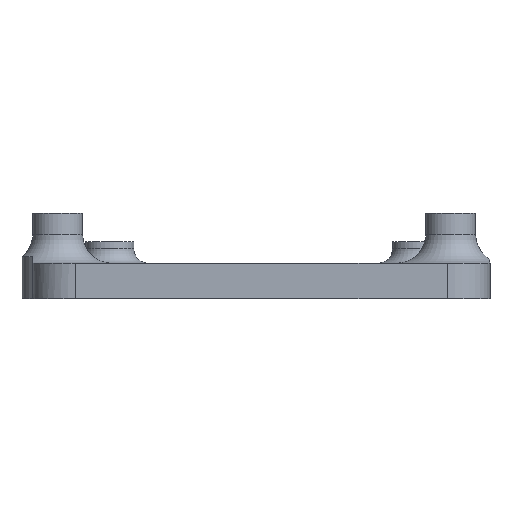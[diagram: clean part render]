
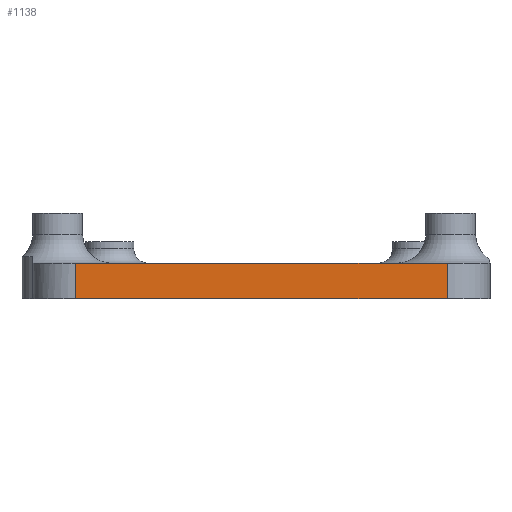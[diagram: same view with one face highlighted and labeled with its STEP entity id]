
A CAD part, left-side view. The second image highlights one B-rep face of the part: STEP entity #1138.
In plain terms, the highlighted planar face has unit normal (-1, 0, 0).
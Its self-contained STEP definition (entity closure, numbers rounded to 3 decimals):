
#82=LINE('',#1669,#171);
#135=LINE('',#1942,#224);
#138=LINE('',#1948,#227);
#139=LINE('',#1949,#228);
#171=VECTOR('',#1323,1000.);
#224=VECTOR('',#1564,1000.);
#227=VECTOR('',#1573,1000.);
#228=VECTOR('',#1574,1000.);
#271=PLANE('',#1280);
#329=FACE_OUTER_BOUND('',#424,.T.);
#424=EDGE_LOOP('',(#989,#990,#991,#992));
#517=VERTEX_POINT('',#1666);
#518=VERTEX_POINT('',#1668);
#601=VERTEX_POINT('',#1939);
#602=VERTEX_POINT('',#1941);
#622=EDGE_CURVE('',#517,#518,#82,.T.);
#739=EDGE_CURVE('',#602,#601,#135,.T.);
#743=EDGE_CURVE('',#601,#518,#138,.T.);
#744=EDGE_CURVE('',#517,#602,#139,.T.);
#989=ORIENTED_EDGE('',*,*,#739,.T.);
#990=ORIENTED_EDGE('',*,*,#743,.T.);
#991=ORIENTED_EDGE('',*,*,#622,.F.);
#992=ORIENTED_EDGE('',*,*,#744,.T.);
#1138=ADVANCED_FACE('',(#329),#271,.F.);
#1280=AXIS2_PLACEMENT_3D('',#1947,#1571,#1572);
#1323=DIRECTION('',(0.,-1.,0.));
#1564=DIRECTION('',(0.,-1.,0.));
#1571=DIRECTION('center_axis',(1.,0.,0.));
#1572=DIRECTION('ref_axis',(0.,1.,0.));
#1573=DIRECTION('',(0.,0.,1.));
#1574=DIRECTION('',(0.,0.,-1.));
#1666=CARTESIAN_POINT('',(-3.586,43.,-150.765));
#1668=CARTESIAN_POINT('',(-3.586,17.,-150.765));
#1669=CARTESIAN_POINT('',(-3.586,46.,-150.765));
#1939=CARTESIAN_POINT('',(-3.586,17.,-153.265));
#1941=CARTESIAN_POINT('',(-3.586,43.,-153.265));
#1942=CARTESIAN_POINT('',(-3.586,46.,-153.265));
#1947=CARTESIAN_POINT('Origin',(-3.586,46.,-150.765));
#1948=CARTESIAN_POINT('',(-3.586,17.,-150.765));
#1949=CARTESIAN_POINT('',(-3.586,43.,-150.765));
